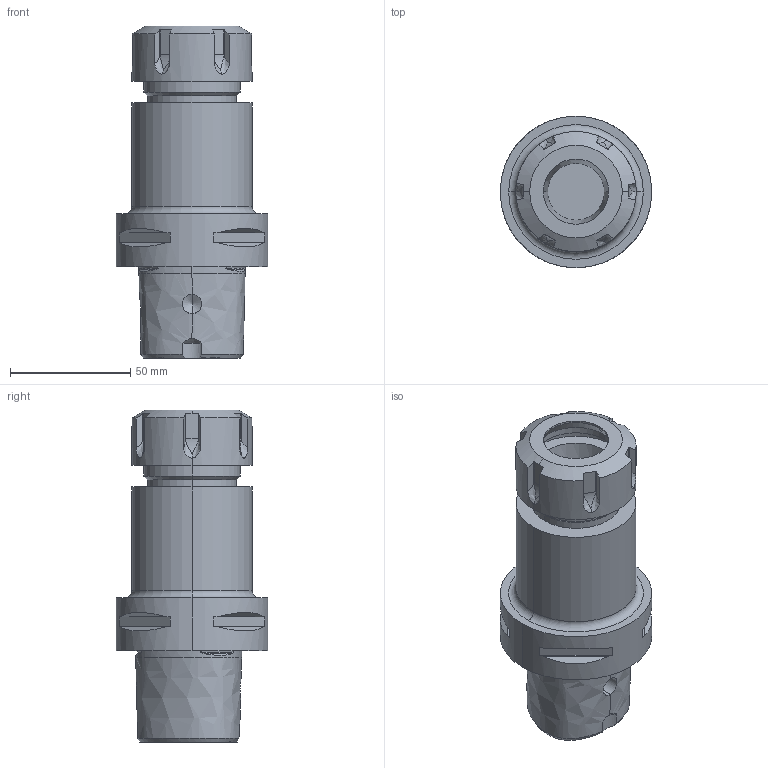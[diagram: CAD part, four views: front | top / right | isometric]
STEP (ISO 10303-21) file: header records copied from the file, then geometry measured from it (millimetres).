
FILE_DESCRIPTION (( 'STEP AP203' ), '1' );
FILE_NAME ('STP-143.122.32.100.STEP', '2017-01-19T03:39:59', ( 'user' ), ( '' ), 'SwSTEP 2.0', 'SolidWorks 2015', '' );
FILE_SCHEMA (( 'CONFIG_CONTROL_DESIGN' ));
Length unit declared in the file: millimetre
Products named in the file (1): STP-143.122.32.100
Bounding box: 63 x 63 x 138 mm (x, y, z)
Volume: 204164.5 mm3; surface area: 39231 mm2
Topology: 1 solids, 1 shells, 155 faces, 374 edges, 232 vertices
Faces by surface type: plane 53, cylinder 49, cone 24, bspline 18, torus 11
Entity records: 8033 total; most frequent: CARTESIAN_POINT 4627, ORIENTED_EDGE 740, DIRECTION 622, EDGE_CURVE 370, AXIS2_PLACEMENT_3D 253, VERTEX_POINT 232, EDGE_LOOP 172, FACE_OUTER_BOUND 155
